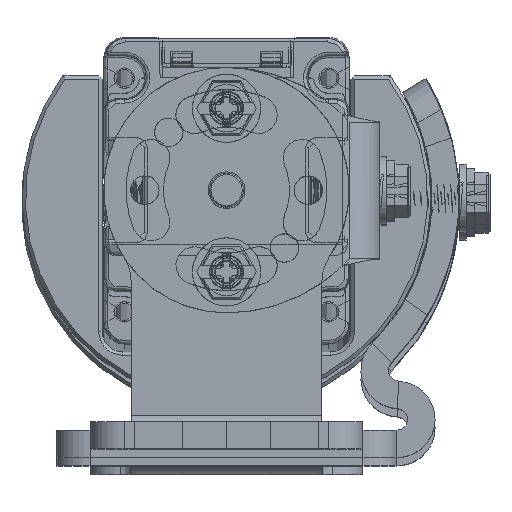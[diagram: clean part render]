
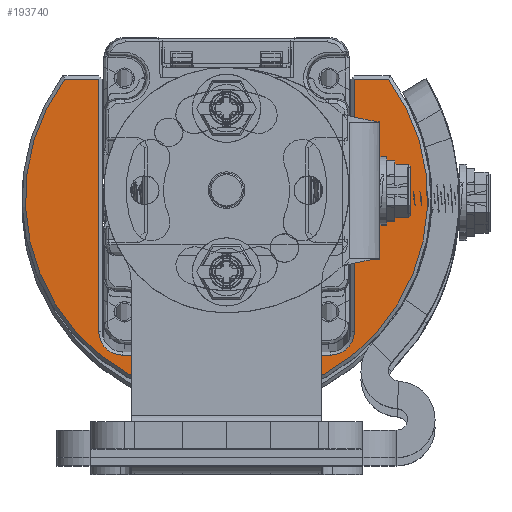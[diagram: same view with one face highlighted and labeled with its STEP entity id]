
A CAD part, top view. The second image highlights one B-rep face of the part: STEP entity #193740.
In plain terms, the highlighted planar face has unit normal (0, 0, 1).
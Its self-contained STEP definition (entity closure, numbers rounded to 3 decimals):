
#10293=DIRECTION('',(-1.,0.,0.));
#10294=VECTOR('',#10293,30.5);
#10295=CARTESIAN_POINT('',(15.25,-0.5,-646.9));
#10296=LINE('',#10295,#10294);
#32927=DIRECTION('',(-1.,0.,0.));
#32928=VECTOR('',#32927,4.999);
#32929=CARTESIAN_POINT('',(-18.75,40.,-646.9));
#32930=LINE('',#32929,#32928);
#32942=DIRECTION('',(0.,1.,0.));
#32943=VECTOR('',#32942,37.);
#32944=CARTESIAN_POINT('',(-18.75,3.,-646.9));
#32945=LINE('',#32944,#32943);
#33002=CARTESIAN_POINT('',(-15.25,3.,-646.9));
#33003=DIRECTION('',(0.,0.,-1.));
#33004=DIRECTION('',(0.,-1.,0.));
#33005=AXIS2_PLACEMENT_3D('',#33002,#33003,#33004);
#33016=CARTESIAN_POINT('',(15.25,3.,-646.9));
#33017=DIRECTION('',(0.,0.,-1.));
#33018=DIRECTION('',(1.,0.,0.));
#33019=AXIS2_PLACEMENT_3D('',#33016,#33017,#33018);
#33183=DIRECTION('',(-1.,0.,0.));
#33184=VECTOR('',#33183,4.999);
#33185=CARTESIAN_POINT('',(23.749,40.,-646.9));
#33186=LINE('',#33185,#33184);
#33198=DIRECTION('',(0.,-1.,0.));
#33199=VECTOR('',#33198,37.);
#33200=CARTESIAN_POINT('',(18.75,40.,-646.9));
#33201=LINE('',#33200,#33199);
#33219=CARTESIAN_POINT('',(0.,22.5,-646.9));
#33220=DIRECTION('',(0.,0.,1.));
#33221=DIRECTION('',(-0.805,0.593,0.));
#33222=AXIS2_PLACEMENT_3D('',#33219,#33220,#33221);
#170505=CARTESIAN_POINT('',(-23.749,40.,-646.9));
#170506=CARTESIAN_POINT('',(23.749,40.,-646.9));
#170507=VERTEX_POINT('',#170505);
#170508=VERTEX_POINT('',#170506);
#170509=CARTESIAN_POINT('',(18.75,40.,-646.9));
#170510=VERTEX_POINT('',#170509);
#170513=CARTESIAN_POINT('',(-18.75,40.,-646.9));
#170514=VERTEX_POINT('',#170513);
#170661=CARTESIAN_POINT('',(18.75,3.,-646.9));
#170662=VERTEX_POINT('',#170661);
#170667=CARTESIAN_POINT('',(15.25,-0.5,-646.9));
#170668=VERTEX_POINT('',#170667);
#170669=CARTESIAN_POINT('',(-15.25,-0.5,-646.9));
#170670=VERTEX_POINT('',#170669);
#170675=CARTESIAN_POINT('',(-18.75,3.,-646.9));
#170676=VERTEX_POINT('',#170675);
#193719=CARTESIAN_POINT('',(0.,22.5,-646.9));
#193720=DIRECTION('',(0.,0.,-1.));
#193721=DIRECTION('',(0.,1.,0.));
#193722=AXIS2_PLACEMENT_3D('',#193719,#193720,#193721);
#193723=PLANE('',#193722);
#193725=ORIENTED_EDGE('',*,*,#193724,.F.);
#193727=ORIENTED_EDGE('',*,*,#193726,.F.);
#193728=ORIENTED_EDGE('',*,*,#178108,.F.);
#193730=ORIENTED_EDGE('',*,*,#193729,.F.);
#193732=ORIENTED_EDGE('',*,*,#193731,.F.);
#193734=ORIENTED_EDGE('',*,*,#193733,.F.);
#193736=ORIENTED_EDGE('',*,*,#193735,.F.);
#193737=ORIENTED_EDGE('',*,*,#193700,.F.);
#193738=EDGE_LOOP('',(#193725,#193727,#193728,#193730,#193732,#193734,#193736,
#193737));
#193739=FACE_OUTER_BOUND('',#193738,.F.);
#193740=ADVANCED_FACE('',(#193739),#193723,.F.);
#33006=CIRCLE('',#33005,3.5);
#33020=CIRCLE('',#33019,3.5);
#33223=CIRCLE('',#33222,29.5);
#178108=EDGE_CURVE('',#170668,#170670,#10296,.T.);
#193700=EDGE_CURVE('',#170514,#170507,#32930,.T.);
#193724=EDGE_CURVE('',#170676,#170514,#32945,.T.);
#193726=EDGE_CURVE('',#170670,#170676,#33006,.T.);
#193729=EDGE_CURVE('',#170662,#170668,#33020,.T.);
#193731=EDGE_CURVE('',#170510,#170662,#33201,.T.);
#193733=EDGE_CURVE('',#170508,#170510,#33186,.T.);
#193735=EDGE_CURVE('',#170507,#170508,#33223,.T.);
